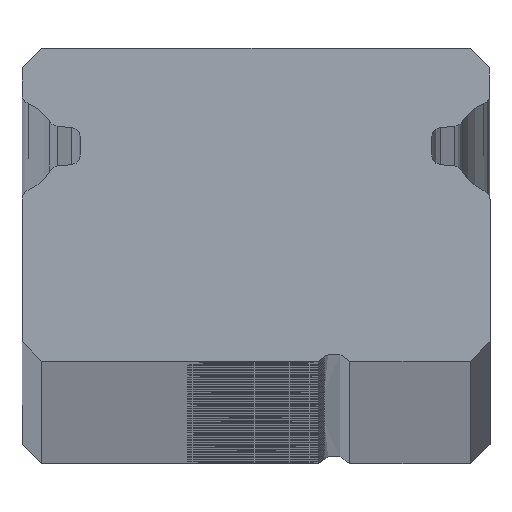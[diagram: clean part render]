
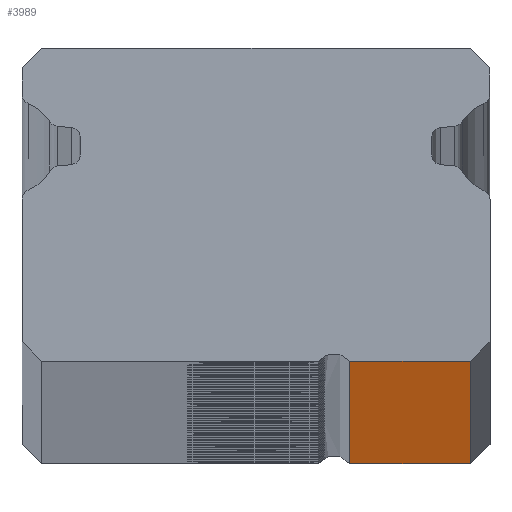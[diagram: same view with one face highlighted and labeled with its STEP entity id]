
A CAD part, top view. The second image highlights one B-rep face of the part: STEP entity #3989.
In plain terms, the highlighted planar face has unit normal (0, -1, 0).
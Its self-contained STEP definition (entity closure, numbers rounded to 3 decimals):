
#296 = CARTESIAN_POINT ( 'NONE',  ( 2.393, -5.5, -750. ) ) ;
#1193 = ORIENTED_EDGE ( 'NONE', *, *, #11515, .F. ) ;
#1223 = DIRECTION ( 'NONE',  ( 0., 0., -1. ) ) ;
#1650 = EDGE_CURVE ( 'NONE', #6673, #3571, #9229, .T. ) ;
#1722 = ORIENTED_EDGE ( 'NONE', *, *, #1650, .F. ) ;
#2155 = CARTESIAN_POINT ( 'NONE',  ( 2.393, -5.5, 750. ) ) ;
#3204 = ORIENTED_EDGE ( 'NONE', *, *, #11438, .T. ) ;
#3571 = VERTEX_POINT ( 'NONE', #9615 ) ;
#3590 = PLANE ( 'NONE',  #9563 ) ;
#3989 = ADVANCED_FACE ( 'NONE', ( #8422 ), #3590, .F. ) ;
#4487 = LINE ( 'NONE', #6962, #8219 ) ;
#4537 = DIRECTION ( 'NONE',  ( 0., 1., 0. ) ) ;
#5583 = EDGE_CURVE ( 'NONE', #9167, #3571, #8841, .T. ) ;
#5917 = DIRECTION ( 'NONE',  ( 1., 0., 0. ) ) ;
#6673 = VERTEX_POINT ( 'NONE', #7343 ) ;
#6712 = VECTOR ( 'NONE', #7505, 1000. ) ;
#6962 = CARTESIAN_POINT ( 'NONE',  ( 2.393, -5.5, 750. ) ) ;
#7343 = CARTESIAN_POINT ( 'NONE',  ( 5.484, -5.5, 750. ) ) ;
#7456 = EDGE_LOOP ( 'NONE', ( #11282, #1722, #1193, #3204 ) ) ;
#7505 = DIRECTION ( 'NONE',  ( 0., 0., -1. ) ) ;
#7798 = VECTOR ( 'NONE', #5917, 1000. ) ;
#7903 = CARTESIAN_POINT ( 'NONE',  ( 2.393, -5.5, -750. ) ) ;
#8219 = VECTOR ( 'NONE', #1223, 1000. ) ;
#8422 = FACE_OUTER_BOUND ( 'NONE', #7456, .T. ) ;
#8456 = DIRECTION ( 'NONE',  ( 0., 0., 1. ) ) ;
#8819 = LINE ( 'NONE', #2155, #9693 ) ;
#8841 = LINE ( 'NONE', #7903, #7798 ) ;
#9167 = VERTEX_POINT ( 'NONE', #296 ) ;
#9229 = LINE ( 'NONE', #11180, #6712 ) ;
#9563 = AXIS2_PLACEMENT_3D ( 'NONE', #10240, #4537, #8456 ) ;
#9615 = CARTESIAN_POINT ( 'NONE',  ( 5.484, -5.5, -750. ) ) ;
#9693 = VECTOR ( 'NONE', #10671, 1000. ) ;
#9743 = CARTESIAN_POINT ( 'NONE',  ( 2.393, -5.5, 750. ) ) ;
#10240 = CARTESIAN_POINT ( 'NONE',  ( 2.393, -5.5, 750. ) ) ;
#10671 = DIRECTION ( 'NONE',  ( 1., 0., 0. ) ) ;
#10963 = VERTEX_POINT ( 'NONE', #9743 ) ;
#11180 = CARTESIAN_POINT ( 'NONE',  ( 5.484, -5.5, 750. ) ) ;
#11282 = ORIENTED_EDGE ( 'NONE', *, *, #5583, .T. ) ;
#11438 = EDGE_CURVE ( 'NONE', #10963, #9167, #4487, .T. ) ;
#11515 = EDGE_CURVE ( 'NONE', #10963, #6673, #8819, .T. ) ;
